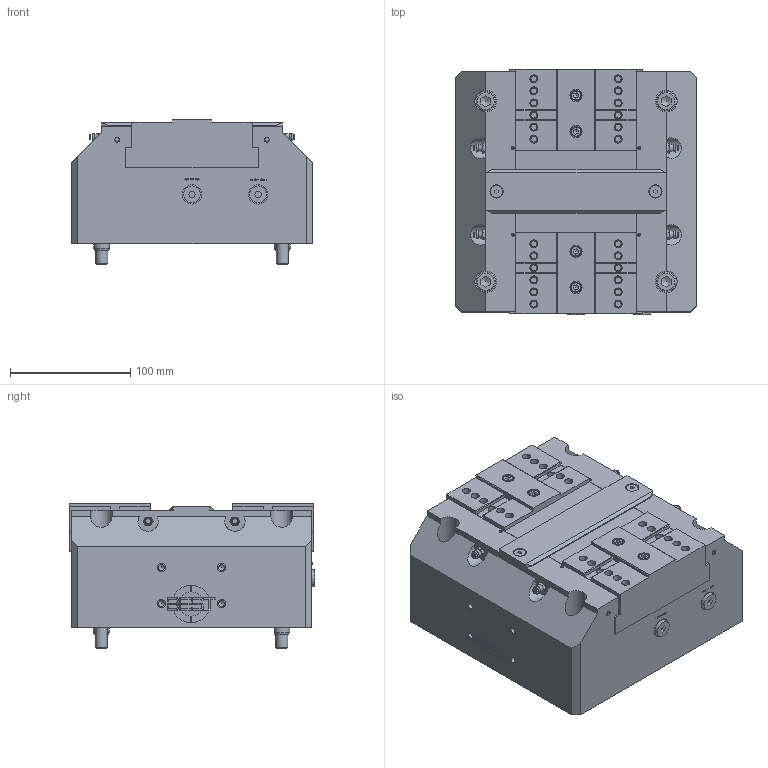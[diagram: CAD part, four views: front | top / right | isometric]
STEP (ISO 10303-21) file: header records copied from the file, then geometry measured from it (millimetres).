
FILE_DESCRIPTION(/* description */ ('Hydr. Zentrierspanner BSH-200'),/* implementation_level */ '2;1');
FILE_NAME(/* name */ '100-0200-001-Kunde (verstellbar).stp',/* time_stamp */ '2023-01-20T08:44:16+01:00',/* author */ ('Chiacchiera'),/* organization */ (''),/* preprocessor_version */ 'ST-DEVELOPER v19.2',/* originating_system */ 'Autodesk Inventor 2023',/* authorisation */ '');
FILE_SCHEMA (('AUTOMOTIVE_DESIGN { 1 0 10303 214 3 1 1 }'));
Length unit declared in the file: millimetre
Products named in the file (3): 100-0200-001-Kunden (verstellbar); 100-0200-001-Basis (verstellbar); 100-0200-001-Backe (verstellbar)
Assembly tree (3 placements, depth 2):
  100-0200-001-Kunden (verstellbar)
    100-0200-001-Basis (verstellbar)
    100-0200-001-Backe (verstellbar)  x2
Bounding box: 200.1 x 204.2 x 121 mm (x, y, z)
Volume: 3630275.4 mm3; surface area: 274507.4 mm2
Topology: 4 solids, 11 shells, 1050 faces, 2559 edges, 1648 vertices
Faces by surface type: plane 673, cylinder 199, cone 142, torus 30, sphere 6
Full cylindrical faces by diameter (mm): 2.459 x4, 3 x4, 4.134 x4, 4.917 x15, 5 x2, 6 x1, 6.647 x24, 7 x8, 8 x4, 8.5 x4, 10 x24, 11 x16, 14 x2, 16 x6, 18 x4, 152 x1
Entity records: 28709 total; most frequent: CARTESIAN_POINT 5340, ORIENTED_EDGE 4620, DIRECTION 4565, EDGE_CURVE 2310, AXIS2_PLACEMENT_3D 1563, VERTEX_POINT 1516, LINE 1439, VECTOR 1439
